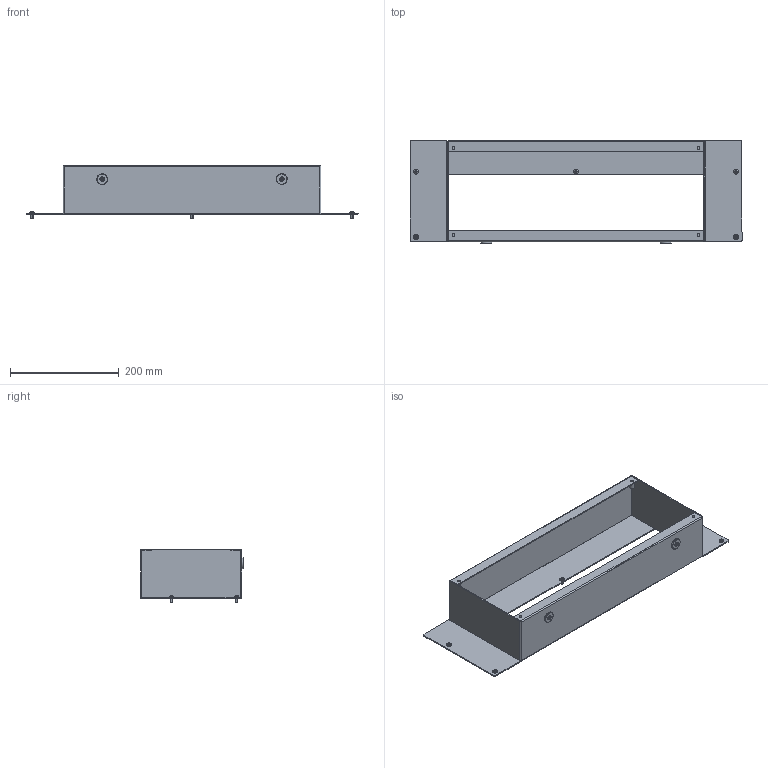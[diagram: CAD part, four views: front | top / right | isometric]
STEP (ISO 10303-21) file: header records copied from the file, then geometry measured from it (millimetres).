
FILE_DESCRIPTION (( 'STEP AP214' ), '1' );
FILE_NAME ('INGUN_112219.STEP', '2021-08-24T06:55:03', ( '' ), ( '' ), 'SwSTEP 2.0', 'SolidWorks 2018', '' );
FILE_SCHEMA (( 'AUTOMOTIVE_DESIGN' ));
Length unit declared in the file: millimetre
Products named in the file (7): DIN934~n_M04,0; ISO7380~n_M04,0x010; 112318~2_S; INGUN_112219; DIN125~n_04,3 M04,0; 112313~0_S; DIN7991~n_M04,0x010 VA
Assembly tree (21 placements, depth 2):
  INGUN_112219
    112318~2_S
    DIN125~n_04,3 M04,0  x8
    ISO7380~n_M04,0x010  x6
    112313~0_S  x2
    DIN7991~n_M04,0x010 VA  x2
    DIN934~n_M04,0  x2
Bounding box: 610 x 189.1 x 97.2 mm (x, y, z)
Volume: 397662.8 mm3; surface area: 404960 mm2
Topology: 21 solids, 21 shells, 477 faces, 1140 edges, 723 vertices
Faces by surface type: cylinder 270, plane 143, cone 52, torus 12
Entity records: 7253 total; most frequent: DIRECTION 1275, CARTESIAN_POINT 1259, ORIENTED_EDGE 1096, EDGE_CURVE 548, AXIS2_PLACEMENT_3D 499, VERTEX_POINT 339, VECTOR 277, LINE 277
